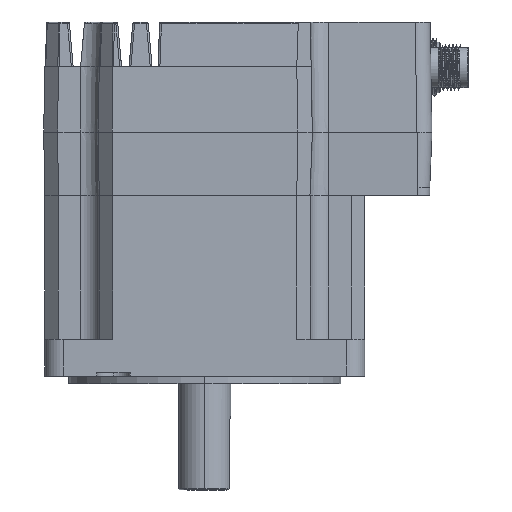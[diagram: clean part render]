
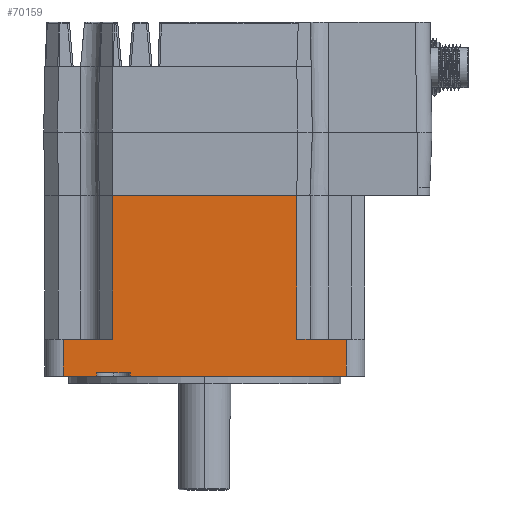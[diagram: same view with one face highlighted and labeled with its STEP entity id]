
A CAD part, front view. The second image highlights one B-rep face of the part: STEP entity #70159.
In plain terms, the highlighted planar face has unit normal (0, -1, 0).
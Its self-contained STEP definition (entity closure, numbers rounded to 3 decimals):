
#40 = DIRECTION ( 'NONE',  ( 1., 0., 0. ) ) ;
#1306 = DIRECTION ( 'NONE',  ( 0., 0., 1. ) ) ;
#1340 = PLANE ( 'NONE',  #69745 ) ;
#1765 = CARTESIAN_POINT ( 'NONE',  ( 0., -42.9, 1. ) ) ;
#3169 = VERTEX_POINT ( 'NONE', #34396 ) ;
#3436 = DIRECTION ( 'NONE',  ( 0., 0., 1. ) ) ;
#4375 = DIRECTION ( 'NONE',  ( -1., 0., 0. ) ) ;
#4383 = LINE ( 'NONE', #6714, #69699 ) ;
#4951 = VERTEX_POINT ( 'NONE', #60778 ) ;
#5287 = CARTESIAN_POINT ( 'NONE',  ( -29., -42.9, 4. ) ) ;
#6118 = VECTOR ( 'NONE', #75985, 1000. ) ;
#6222 = VERTEX_POINT ( 'NONE', #55598 ) ;
#6714 = CARTESIAN_POINT ( 'NONE',  ( 45., -42.9, 48.5 ) ) ;
#7711 = CARTESIAN_POINT ( 'NONE',  ( -24.7, -42.9, 9.91 ) ) ;
#7815 = ORIENTED_EDGE ( 'NONE', *, *, #63402, .F. ) ;
#8074 = CARTESIAN_POINT ( 'NONE',  ( -38., -42.9, 9.91 ) ) ;
#9499 = EDGE_CURVE ( 'NONE', #51676, #6222, #29700, .T. ) ;
#9524 = LINE ( 'NONE', #30618, #38077 ) ;
#9808 = ORIENTED_EDGE ( 'NONE', *, *, #42412, .F. ) ;
#10369 = VECTOR ( 'NONE', #24661, 1000. ) ;
#11126 = EDGE_CURVE ( 'NONE', #3169, #66043, #67153, .T. ) ;
#11242 = LINE ( 'NONE', #22066, #52564 ) ;
#11358 = VERTEX_POINT ( 'NONE', #48887 ) ;
#13361 = ORIENTED_EDGE ( 'NONE', *, *, #18657, .F. ) ;
#15850 = EDGE_CURVE ( 'NONE', #34469, #61531, #47835, .T. ) ;
#17946 = EDGE_CURVE ( 'NONE', #61531, #49362, #38420, .T. ) ;
#18657 = EDGE_CURVE ( 'NONE', #38529, #35624, #69499, .T. ) ;
#18912 = ORIENTED_EDGE ( 'NONE', *, *, #17946, .F. ) ;
#19057 = VECTOR ( 'NONE', #56021, 1000. ) ;
#19817 = LINE ( 'NONE', #74670, #36361 ) ;
#20708 = ORIENTED_EDGE ( 'NONE', *, *, #9499, .F. ) ;
#21761 = DIRECTION ( 'NONE',  ( 0., 0., -1. ) ) ;
#22066 = CARTESIAN_POINT ( 'NONE',  ( 0., -42.9, 0. ) ) ;
#23187 = LINE ( 'NONE', #35485, #41575 ) ;
#23904 = VERTEX_POINT ( 'NONE', #38897 ) ;
#24661 = DIRECTION ( 'NONE',  ( -1., 0., 0. ) ) ;
#27970 = ORIENTED_EDGE ( 'NONE', *, *, #33037, .F. ) ;
#29700 = LINE ( 'NONE', #5287, #62850 ) ;
#30618 = CARTESIAN_POINT ( 'NONE',  ( -24.7, -42.9, 176.743 ) ) ;
#33037 = EDGE_CURVE ( 'NONE', #4951, #66043, #4383, .T. ) ;
#34396 = CARTESIAN_POINT ( 'NONE',  ( 24.7, -42.9, 9.9 ) ) ;
#34469 = VERTEX_POINT ( 'NONE', #66723 ) ;
#34802 = CARTESIAN_POINT ( 'NONE',  ( -38., -42.9, 176.743 ) ) ;
#35485 = CARTESIAN_POINT ( 'NONE',  ( 0., -42.9, 0. ) ) ;
#35624 = VERTEX_POINT ( 'NONE', #42063 ) ;
#35698 = FACE_OUTER_BOUND ( 'NONE', #65502, .T. ) ;
#36361 = VECTOR ( 'NONE', #3436, 1000. ) ;
#36742 = VECTOR ( 'NONE', #73987, 1000. ) ;
#38077 = VECTOR ( 'NONE', #1306, 1000. ) ;
#38420 = LINE ( 'NONE', #44233, #19057 ) ;
#38477 = CARTESIAN_POINT ( 'NONE',  ( 24.7, -42.9, -127.06 ) ) ;
#38529 = VERTEX_POINT ( 'NONE', #51236 ) ;
#38897 = CARTESIAN_POINT ( 'NONE',  ( -20., -42.9, 1. ) ) ;
#39288 = EDGE_CURVE ( 'NONE', #35624, #11358, #23187, .T. ) ;
#39748 = ORIENTED_EDGE ( 'NONE', *, *, #11126, .T. ) ;
#40041 = ORIENTED_EDGE ( 'NONE', *, *, #64839, .F. ) ;
#41575 = VECTOR ( 'NONE', #47260, 1000. ) ;
#42063 = CARTESIAN_POINT ( 'NONE',  ( 38., -42.9, 0. ) ) ;
#42412 = EDGE_CURVE ( 'NONE', #23904, #51676, #71090, .T. ) ;
#44198 = CARTESIAN_POINT ( 'NONE',  ( 24.7, -42.9, 48.5 ) ) ;
#44233 = CARTESIAN_POINT ( 'NONE',  ( 0., -42.9, 9.91 ) ) ;
#46382 = DIRECTION ( 'NONE',  ( 0., 0., -1. ) ) ;
#47260 = DIRECTION ( 'NONE',  ( -1., 0., 0. ) ) ;
#47835 = LINE ( 'NONE', #34802, #6118 ) ;
#48347 = DIRECTION ( 'NONE',  ( 0., 1., 0. ) ) ;
#48887 = CARTESIAN_POINT ( 'NONE',  ( -20., -42.9, 0. ) ) ;
#49362 = VERTEX_POINT ( 'NONE', #7711 ) ;
#50209 = CARTESIAN_POINT ( 'NONE',  ( 0., -42.9, 9.9 ) ) ;
#50805 = CARTESIAN_POINT ( 'NONE',  ( 38., -42.9, 176.743 ) ) ;
#51236 = CARTESIAN_POINT ( 'NONE',  ( 38., -42.9, 9.9 ) ) ;
#51676 = VERTEX_POINT ( 'NONE', #53514 ) ;
#51943 = VECTOR ( 'NONE', #21761, 1000. ) ;
#52564 = VECTOR ( 'NONE', #4375, 1000. ) ;
#53514 = CARTESIAN_POINT ( 'NONE',  ( -29., -42.9, 1. ) ) ;
#55598 = CARTESIAN_POINT ( 'NONE',  ( -29., -42.9, 0. ) ) ;
#56021 = DIRECTION ( 'NONE',  ( 1., 0., 0. ) ) ;
#57315 = ORIENTED_EDGE ( 'NONE', *, *, #60256, .F. ) ;
#60256 = EDGE_CURVE ( 'NONE', #49362, #4951, #9524, .T. ) ;
#60715 = DIRECTION ( 'NONE',  ( -1., 0., 0. ) ) ;
#60778 = CARTESIAN_POINT ( 'NONE',  ( -24.7, -42.9, 48.5 ) ) ;
#61207 = EDGE_CURVE ( 'NONE', #6222, #34469, #11242, .T. ) ;
#61531 = VERTEX_POINT ( 'NONE', #8074 ) ;
#62850 = VECTOR ( 'NONE', #46382, 1000. ) ;
#63402 = EDGE_CURVE ( 'NONE', #11358, #23904, #19817, .T. ) ;
#64839 = EDGE_CURVE ( 'NONE', #3169, #38529, #73677, .T. ) ;
#65502 = EDGE_LOOP ( 'NONE', ( #27970, #57315, #18912, #73722, #69856, #20708, #9808, #7815, #67756, #13361, #40041, #39748 ) ) ;
#66043 = VERTEX_POINT ( 'NONE', #44198 ) ;
#66398 = CARTESIAN_POINT ( 'NONE',  ( 0., -42.9, 176.743 ) ) ;
#66723 = CARTESIAN_POINT ( 'NONE',  ( -38., -42.9, 0. ) ) ;
#67153 = LINE ( 'NONE', #38477, #36742 ) ;
#67756 = ORIENTED_EDGE ( 'NONE', *, *, #39288, .F. ) ;
#67979 = DIRECTION ( 'NONE',  ( 1., 0., 0. ) ) ;
#69499 = LINE ( 'NONE', #50805, #51943 ) ;
#69699 = VECTOR ( 'NONE', #40, 1000. ) ;
#69745 = AXIS2_PLACEMENT_3D ( 'NONE', #66398, #48347, #60715 ) ;
#69856 = ORIENTED_EDGE ( 'NONE', *, *, #61207, .F. ) ;
#70159 = ADVANCED_FACE ( 'NONE', ( #35698 ), #1340, .F. ) ;
#71090 = LINE ( 'NONE', #1765, #10369 ) ;
#73677 = LINE ( 'NONE', #50209, #74645 ) ;
#73722 = ORIENTED_EDGE ( 'NONE', *, *, #15850, .F. ) ;
#73987 = DIRECTION ( 'NONE',  ( 0., 0., 1. ) ) ;
#74645 = VECTOR ( 'NONE', #67979, 1000. ) ;
#74670 = CARTESIAN_POINT ( 'NONE',  ( -20., -42.9, 4. ) ) ;
#75985 = DIRECTION ( 'NONE',  ( 0., 0., 1. ) ) ;
